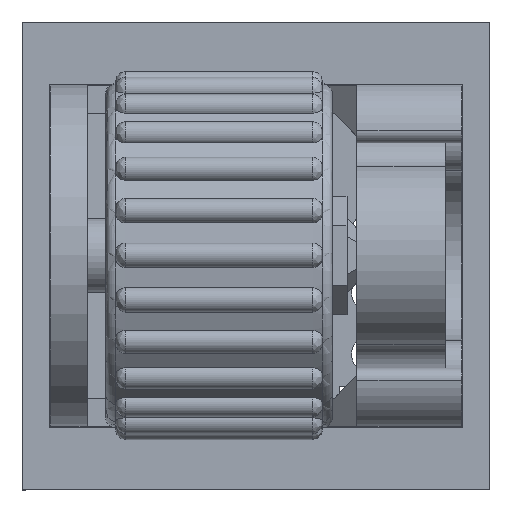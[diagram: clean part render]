
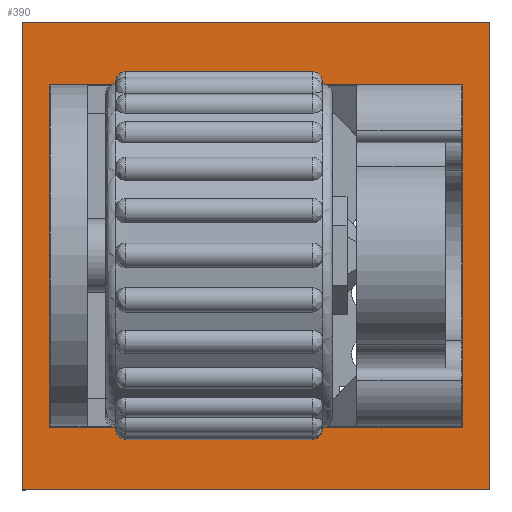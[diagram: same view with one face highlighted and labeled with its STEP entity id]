
A CAD part, top view. The second image highlights one B-rep face of the part: STEP entity #390.
In plain terms, the highlighted planar face has unit normal (0, 0, 1).
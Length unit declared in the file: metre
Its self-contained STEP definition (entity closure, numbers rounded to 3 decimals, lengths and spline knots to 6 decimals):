
#390=ADVANCED_FACE('2:74',(#1035,#1036),#1037,.T.);
#1035=FACE_BOUND('',#1980,.T.);
#1036=FACE_OUTER_BOUND('',#1981,.T.);
#1037=PLANE('',#1982);
#1980=EDGE_LOOP('',(#4566,#4567,#4568,#4569));
#1981=EDGE_LOOP('',(#4570,#4571,#4572,#4573));
#1982=AXIS2_PLACEMENT_3D('',#4574,#4575,#4576);
#4566=ORIENTED_EDGE('',*,*,#7000,.T.);
#4567=ORIENTED_EDGE('',*,*,#7001,.T.);
#4568=ORIENTED_EDGE('',*,*,#7002,.T.);
#4569=ORIENTED_EDGE('',*,*,#7003,.T.);
#4570=ORIENTED_EDGE('',*,*,#7004,.F.);
#4571=ORIENTED_EDGE('',*,*,#7005,.F.);
#4572=ORIENTED_EDGE('',*,*,#7006,.F.);
#4573=ORIENTED_EDGE('',*,*,#6992,.F.);
#4574=CARTESIAN_POINT('',(-0.043331,-0.040412,0.));
#4575=DIRECTION('',(0.,0.,1.0));
#4576=DIRECTION('',(1.0,0.,0.));
#6992=EDGE_CURVE('2:233',#8004,#8006,#8007,.T.);
#7000=EDGE_CURVE('2:251',#8019,#8020,#8021,.T.);
#7001=EDGE_CURVE('2:242',#8020,#8022,#8023,.T.);
#7002=EDGE_CURVE('2:245',#8022,#8024,#8025,.T.);
#7003=EDGE_CURVE('2:248',#8024,#8019,#8026,.T.);
#7004=EDGE_CURVE('2:236',#8027,#8004,#8028,.T.);
#7005=EDGE_CURVE('2:254',#8029,#8027,#8030,.T.);
#7006=EDGE_CURVE('2:239',#8006,#8029,#8031,.T.);
#8004=VERTEX_POINT('',#9454);
#8006=VERTEX_POINT('',#9457);
#8007=LINE('',#9458,#9459);
#8019=VERTEX_POINT('',#9476);
#8020=VERTEX_POINT('',#9477);
#8021=LINE('',#9478,#9479);
#8022=VERTEX_POINT('',#9480);
#8023=LINE('',#9481,#9482);
#8024=VERTEX_POINT('',#9483);
#8025=LINE('',#9484,#9485);
#8026=LINE('',#9486,#9487);
#8027=VERTEX_POINT('',#9488);
#8028=LINE('',#9489,#9490);
#8029=VERTEX_POINT('',#9491);
#8030=LINE('',#9492,#9493);
#8031=LINE('',#9494,#9495);
#9454=CARTESIAN_POINT('',(0.009525,-0.009525,0.));
#9457=CARTESIAN_POINT('',(-0.009525,-0.009525,0.));
#9458=CARTESIAN_POINT('',(-0.021665,-0.009525,0.));
#9459=VECTOR('',#11697,1.0);
#9476=CARTESIAN_POINT('',(-0.008425,0.007,0.));
#9477=CARTESIAN_POINT('',(0.008425,0.007,0.));
#9478=CARTESIAN_POINT('',(-0.021665,0.007,0.));
#9479=VECTOR('',#11703,1.0);
#9480=CARTESIAN_POINT('',(0.008425,-0.007,0.));
#9481=CARTESIAN_POINT('',(0.008425,-0.020156,0.));
#9482=VECTOR('',#11704,1.0);
#9483=CARTESIAN_POINT('',(-0.008425,-0.007,0.));
#9484=CARTESIAN_POINT('',(-0.021665,-0.007,0.));
#9485=VECTOR('',#11705,1.0);
#9486=CARTESIAN_POINT('',(-0.008425,-0.020156,0.));
#9487=VECTOR('',#11706,1.0);
#9488=CARTESIAN_POINT('',(0.009525,0.009525,0.));
#9489=CARTESIAN_POINT('',(0.009525,-0.020156,0.));
#9490=VECTOR('',#11707,1.0);
#9491=CARTESIAN_POINT('',(-0.009525,0.009525,0.));
#9492=CARTESIAN_POINT('',(-0.021665,0.009525,0.));
#9493=VECTOR('',#11708,1.0);
#9494=CARTESIAN_POINT('',(-0.009525,-0.020156,0.));
#9495=VECTOR('',#11709,1.0);
#11697=DIRECTION('',(-1.0,0.,0.));
#11703=DIRECTION('',(1.0,0.,0.));
#11704=DIRECTION('',(0.,-1.0,0.));
#11705=DIRECTION('',(-1.0,0.,0.));
#11706=DIRECTION('',(0.,1.0,0.));
#11707=DIRECTION('',(0.,-1.0,0.));
#11708=DIRECTION('',(1.0,0.,0.));
#11709=DIRECTION('',(0.,1.0,0.));
